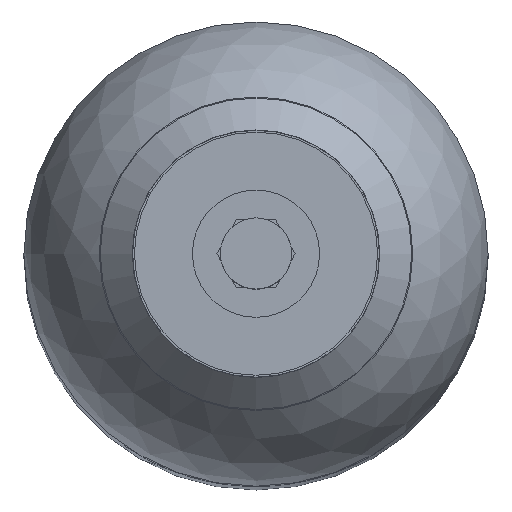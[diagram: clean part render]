
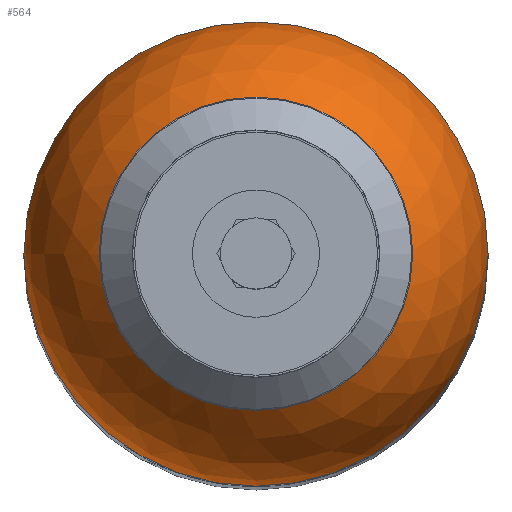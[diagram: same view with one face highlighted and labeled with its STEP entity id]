
A CAD part, top view. The second image highlights one B-rep face of the part: STEP entity #564.
In plain terms, the highlighted spherical face has radius 109.55 mm.
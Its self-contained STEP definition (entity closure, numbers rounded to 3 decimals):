
#564 = ADVANCED_FACE( '', ( #1222, #1223 ), #1224, .T. );
#1222 = FACE_OUTER_BOUND( '', #1990, .T. );
#1223 = FACE_OUTER_BOUND( '', #1991, .T. );
#1224 = SPHERICAL_SURFACE( '', #1992, 109.55 );
#1990 = EDGE_LOOP( '', ( #4033 ) );
#1991 = EDGE_LOOP( '', ( #4034 ) );
#1992 = AXIS2_PLACEMENT_3D( '', #4035, #4036, #4037 );
#4033 = ORIENTED_EDGE( '', *, *, #5327, .T. );
#4034 = ORIENTED_EDGE( '', *, *, #5359, .F. );
#4035 = CARTESIAN_POINT( '', ( 0., 0., 547.288 ) );
#4036 = DIRECTION( '', ( 0., 0., -1. ) );
#4037 = DIRECTION( '', ( -1., 0., 0. ) );
#5327 = EDGE_CURVE( '', #6350, #6350, #6351, .T. );
#5359 = EDGE_CURVE( '', #6390, #6390, #6391, .T. );
#6350 = VERTEX_POINT( '', #9300 );
#6351 = CIRCLE( '', #9301, 30. );
#6390 = VERTEX_POINT( '', #9442 );
#6391 = CIRCLE( '', #9443, 109.55 );
#9300 = CARTESIAN_POINT( '', ( -30., 0., 652.65 ) );
#9301 = AXIS2_PLACEMENT_3D( '', #10540, #10541, #10542 );
#9442 = CARTESIAN_POINT( '', ( -109.55, 0., 547.288 ) );
#9443 = AXIS2_PLACEMENT_3D( '', #10572, #10573, #10574 );
#10540 = CARTESIAN_POINT( '', ( 0., 0., 652.65 ) );
#10541 = DIRECTION( '', ( 0., 0., -1. ) );
#10542 = DIRECTION( '', ( -1., 0., 0. ) );
#10572 = CARTESIAN_POINT( '', ( 0., 0., 547.288 ) );
#10573 = DIRECTION( '', ( 0., 0., -1. ) );
#10574 = DIRECTION( '', ( -1., 0., 0. ) );
